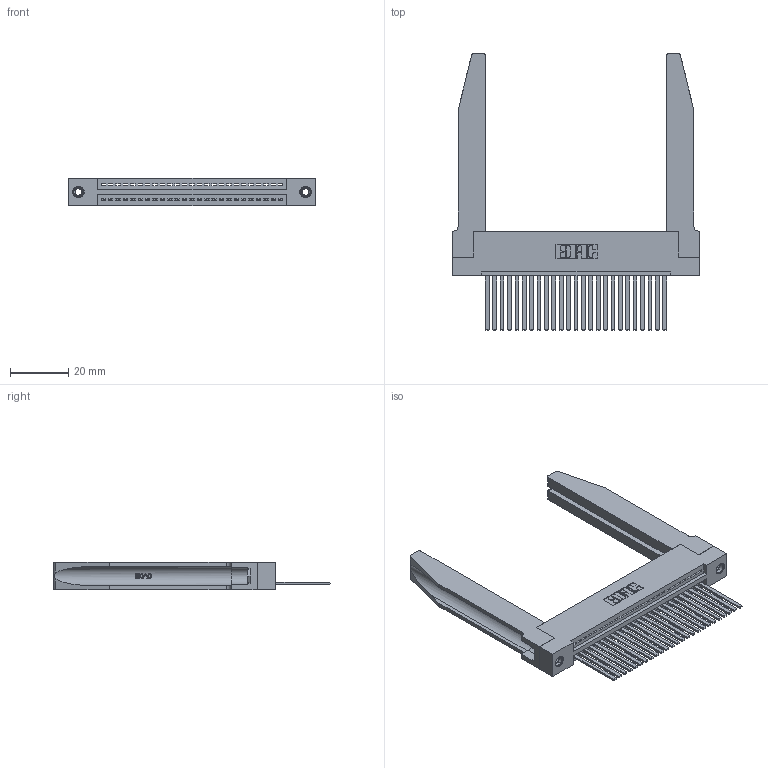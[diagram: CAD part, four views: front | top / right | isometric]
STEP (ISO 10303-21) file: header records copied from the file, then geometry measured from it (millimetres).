
FILE_DESCRIPTION (( 'STEP AP203' ), '1' );
FILE_NAME ('395-025-544-178.STEP', '2019-10-18T08:23:11', ( '' ), ( '' ), 'SwSTEP 2.0', 'SolidWorks 2016', '' );
FILE_SCHEMA (( 'CONFIG_CONTROL_DESIGN' ));
Length unit declared in the file: inch
Products named in the file (5): 345-250-001_345-250-001-102; 345-292-001_345-293-144; 345 Part_Flush Mounting Lugs - 0.156 Dia-TH; 395-025-544-178; 345-220-078_345-220-078
Assembly tree (30 placements, depth 2):
  395-025-544-178
    345 Part_Flush Mounting Lugs - 0.156 Dia-TH
    345-292-001_345-293-144  x25
    345-250-001_345-250-001-102  x2
    345-220-078_345-220-078  x2
Bounding box: 84.73 x 94.92 x 9.4 mm (x, y, z)
Volume: 15968.9 mm3; surface area: 18378.7 mm2
Topology: 30 solids, 30 shells, 1660 faces, 4899 edges, 3222 vertices
Faces by surface type: plane 1122, cylinder 486, bspline 36, cone 12, torus 4
Entity records: 25660 total; most frequent: CARTESIAN_POINT 5342, ORIENTED_EDGE 4198, DIRECTION 3695, EDGE_CURVE 2099, VECTOR 1777, LINE 1777, VERTEX_POINT 1392, AXIS2_PLACEMENT_3D 959
